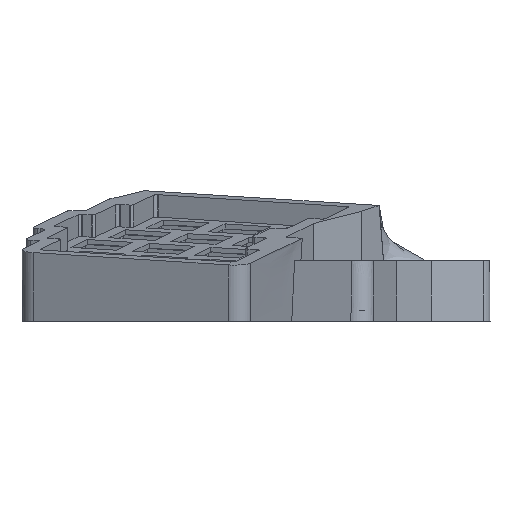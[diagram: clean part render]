
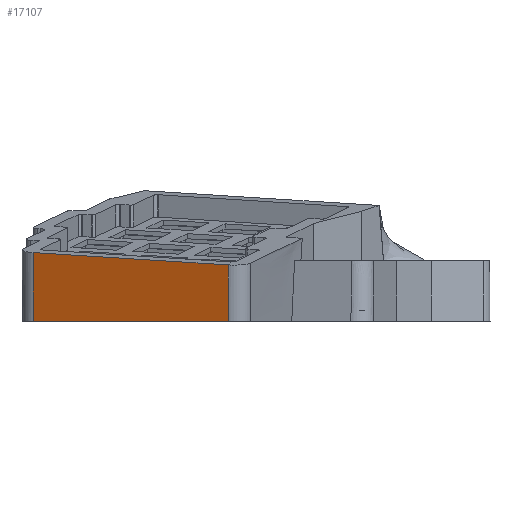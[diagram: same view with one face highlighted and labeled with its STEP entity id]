
A CAD part, left-side view. The second image highlights one B-rep face of the part: STEP entity #17107.
In plain terms, the highlighted planar face has unit normal (-0.925, 0.342, -0.163).
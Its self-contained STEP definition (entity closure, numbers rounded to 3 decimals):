
#10318=CARTESIAN_POINT('',(-134.017,10.904,39.));
#10319=VERTEX_POINT('',#10318);
#10327=CARTESIAN_POINT('',(-113.144,67.381,39.));
#10328=VERTEX_POINT('',#10327);
#10329=CARTESIAN_POINT('',(-113.144,67.381,39.));
#10330=DIRECTION('',(-0.347,-0.938,-0.));
#10331=VECTOR('',#10330,60.211);
#10332=LINE('',#10329,#10331);
#10333=EDGE_CURVE('',#10328,#10319,#10332,.T.);
#15631=CARTESIAN_POINT('',(-116.656,67.381,58.919));
#15632=VERTEX_POINT('',#15631);
#15640=CARTESIAN_POINT('',(-136.9,10.903,55.35));
#15641=VERTEX_POINT('',#15640);
#15642=CARTESIAN_POINT('',(-116.656,67.381,58.919));
#15643=DIRECTION('',(-0.337,-0.94,-0.059));
#15644=VECTOR('',#15643,60.102);
#15645=LINE('',#15642,#15644);
#15646=EDGE_CURVE('',#15632,#15641,#15645,.T.);
#17086=CARTESIAN_POINT('',(-126.778,39.142,57.135));
#17087=DIRECTION('',(0.925,-0.342,0.163));
#17088=DIRECTION('',(0.347,0.938,-0.));
#17089=AXIS2_PLACEMENT_3D('',#17086,#17087,#17088);
#17090=PLANE('',#17089);
#17091=ORIENTED_EDGE('',*,*,#15646,.F.);
#17092=CARTESIAN_POINT('',(-116.656,67.381,58.919));
#17093=DIRECTION('',(0.174,-0.,-0.985));
#17094=VECTOR('',#17093,20.227);
#17095=LINE('',#17092,#17094);
#17096=EDGE_CURVE('',#15632,#10328,#17095,.T.);
#17097=ORIENTED_EDGE('',*,*,#17096,.T.);
#17098=ORIENTED_EDGE('',*,*,#10333,.T.);
#17099=CARTESIAN_POINT('',(-134.017,10.904,39.));
#17100=DIRECTION('',(-0.174,0.,0.985));
#17101=VECTOR('',#17100,16.602);
#17102=LINE('',#17099,#17101);
#17103=EDGE_CURVE('',#10319,#15641,#17102,.T.);
#17104=ORIENTED_EDGE('',*,*,#17103,.T.);
#17105=EDGE_LOOP('',(#17091,#17097,#17098,#17104));
#17106=FACE_BOUND('',#17105,.T.);
#17107=ADVANCED_FACE('',(#17106),#17090,.F.);
